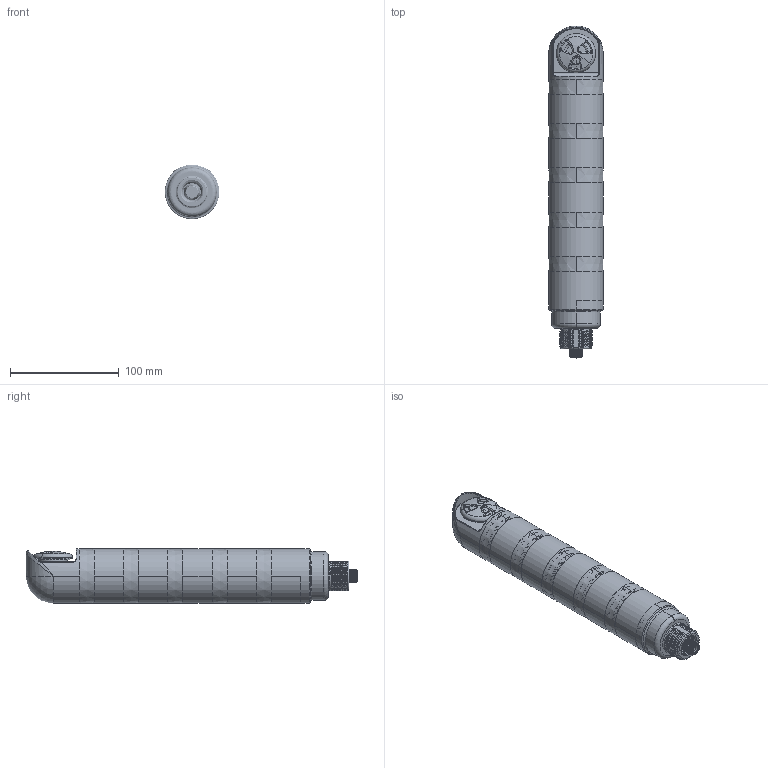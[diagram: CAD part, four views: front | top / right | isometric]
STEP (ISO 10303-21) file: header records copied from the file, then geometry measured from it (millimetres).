
FILE_DESCRIPTION((''),'2;1');
FILE_NAME('170580_SW','2013-02-07T',('banengservice'),('BANNER ENGINEERING'),'PRO/ENGINEER BY PARAMETRIC TECHNOLOGY CORPORATION, 2009141','PRO/ENGINEER BY PARAMETRIC TECHNOLOGY CORPORATION, 2009141','');
FILE_SCHEMA(('CONFIG_CONTROL_DESIGN'));
Products named in the file (1): 170580_SW
Bounding box: 50 x 305.2 x 50 mm (x, y, z)
Volume: 164658.4 mm3; surface area: 158543.9 mm2
Topology: 3 solids, 3 shells, 2471 faces, 7196 edges, 4686 vertices
Faces by surface type: plane 1077, cylinder 535, bspline 521, cone 190, torus 92, extrusion 37, sphere 13, revolution 6
Entity records: 238261 total; most frequent: CARTESIAN_POINT 177449, ORIENTED_EDGE 14372, DIRECTION 10439, EDGE_CURVE 7186, VERTEX_POINT 4686, AXIS2_PLACEMENT_3D 3633, VECTOR 3167, LINE 3130
